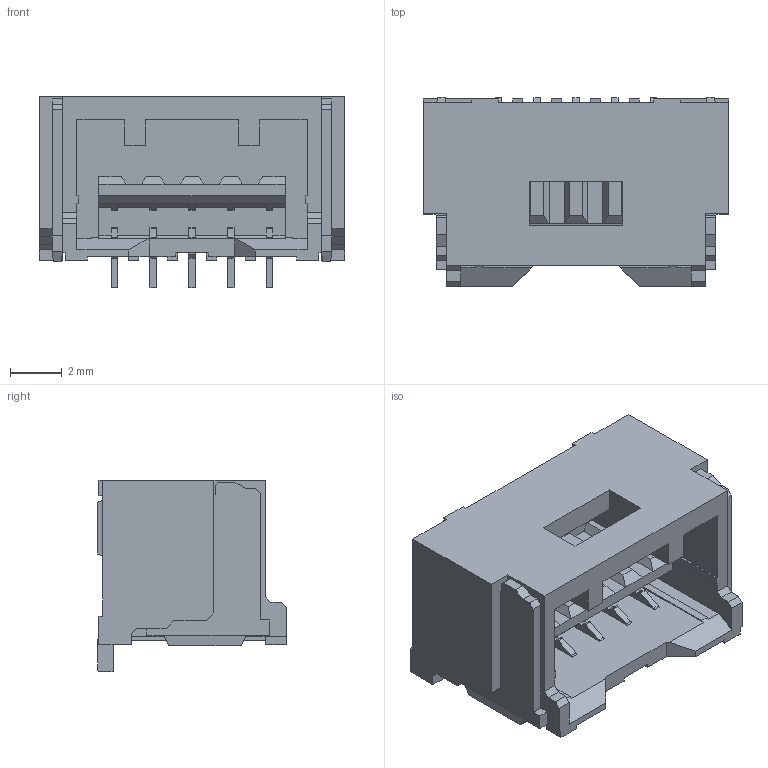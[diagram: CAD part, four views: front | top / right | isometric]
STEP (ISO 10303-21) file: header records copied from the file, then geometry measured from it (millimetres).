
FILE_DESCRIPTION(('FreeCAD Model'),'2;1');
FILE_NAME('Open CASCADE Shape Model','2024-11-18T18:26:59',(''),(''), 'Open CASCADE STEP processor 7.7','FreeCAD','Unknown');
FILE_SCHEMA(('AUTOMOTIVE_DESIGN { 1 0 10303 214 1 1 1 1 }'));
Length unit declared in the file: millimetre
Products named in the file (1): _025840560
Bounding box: 11.8 x 7.3 x 7.4 mm (x, y, z)
Surface area: 637 mm2 (no closed solid volume)
Topology: 0 solids, 353 shells, 353 faces, 2032 edges, 2032 vertices
Faces by surface type: plane 333, revolution 20
Entity records: 37361 total; most frequent: CARTESIAN_POINT 6470, DIRECTION 4852, LINE 3964, VECTOR 3964, ORIENTED_EDGE 2032, EDGE_CURVE 2032, VERTEX_POINT 2032, SURFACE_CURVE 2032
